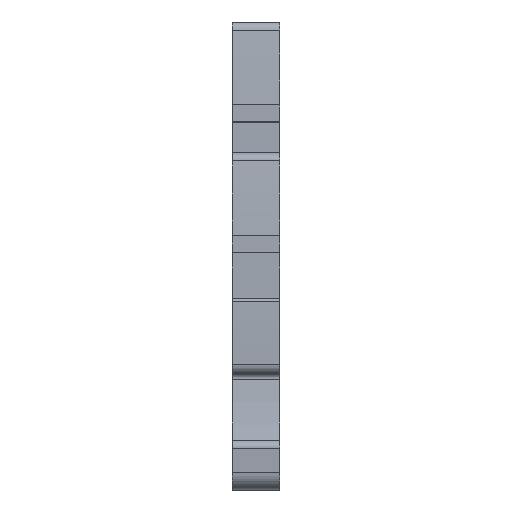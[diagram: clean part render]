
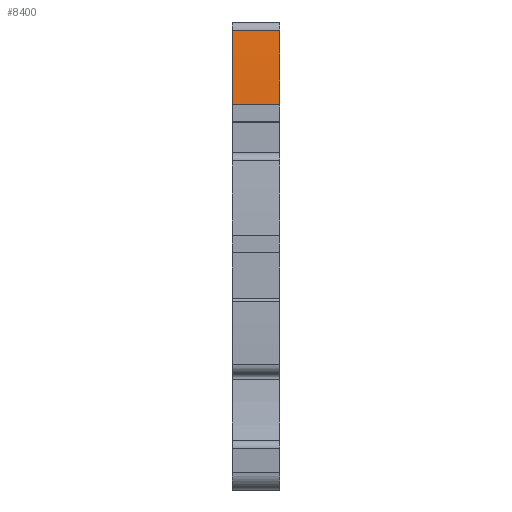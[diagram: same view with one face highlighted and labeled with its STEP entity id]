
A CAD part, front view. The second image highlights one B-rep face of the part: STEP entity #8400.
In plain terms, the highlighted cylindrical face has radius 149.2 mm (diameter 298.4 mm), a partial arc.
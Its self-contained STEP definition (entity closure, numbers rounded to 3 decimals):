
#8373=AXIS2_PLACEMENT_3D('Cylinder Axis2P3D',#8370,#8371,#8372) ;
#8377=AXIS2_PLACEMENT_3D('Circle Axis2P3D',#8375,#8376,$) ;
#8384=AXIS2_PLACEMENT_3D('Circle Axis2P3D',#8382,#8383,$) ;
#8348=CARTESIAN_POINT('Vertex',(0.,23.702,49.272)) ;
#8351=CARTESIAN_POINT('Line Origine',(2.55,23.702,49.272)) ;
#8355=CARTESIAN_POINT('Vertex',(5.1,23.702,49.272)) ;
#8370=CARTESIAN_POINT('Axis2P3D Location',(2.55,171.785,31.05)) ;
#8375=CARTESIAN_POINT('Axis2P3D Location',(5.1,171.785,31.05)) ;
#8379=CARTESIAN_POINT('Vertex',(5.1,22.935,41.264)) ;
#8382=CARTESIAN_POINT('Axis2P3D Location',(0.,171.785,31.05)) ;
#8386=CARTESIAN_POINT('Vertex',(0.,22.935,41.264)) ;
#8389=CARTESIAN_POINT('Line Origine',(2.55,22.935,41.264)) ;
#8352=DIRECTION('Vector Direction',(1.,0.,0.)) ;
#8371=DIRECTION('Axis2P3D Direction',(1.,0.,0.)) ;
#8372=DIRECTION('Axis2P3D XDirection',(0.,-0.993,0.122)) ;
#8376=DIRECTION('Axis2P3D Direction',(1.,0.,0.)) ;
#8383=DIRECTION('Axis2P3D Direction',(1.,0.,0.)) ;
#8390=DIRECTION('Vector Direction',(1.,0.,0.)) ;
#8353=VECTOR('Line Direction',#8352,1.) ;
#8391=VECTOR('Line Direction',#8390,1.) ;
#8395=ORIENTED_EDGE('',*,*,#8381,.F.) ;
#8396=ORIENTED_EDGE('',*,*,#8357,.F.) ;
#8397=ORIENTED_EDGE('',*,*,#8388,.T.) ;
#8398=ORIENTED_EDGE('',*,*,#8393,.F.) ;
#8400=ADVANCED_FACE('MLD',(#8399),#8374,.T.) ;
#8378=CIRCLE('generated circle',#8377,149.2) ;
#8385=CIRCLE('generated circle',#8384,149.2) ;
#8374=CYLINDRICAL_SURFACE('generated cylinder',#8373,149.2) ;
#8357=EDGE_CURVE('',#8349,#8356,#8354,.T.) ;
#8381=EDGE_CURVE('',#8356,#8380,#8378,.T.) ;
#8388=EDGE_CURVE('',#8349,#8387,#8385,.T.) ;
#8393=EDGE_CURVE('',#8380,#8387,#8392,.F.) ;
#8394=EDGE_LOOP('',(#8395,#8396,#8397,#8398)) ;
#8399=FACE_OUTER_BOUND('',#8394,.T.) ;
#8354=LINE('Line',#8351,#8353) ;
#8392=LINE('Line',#8389,#8391) ;
#8349=VERTEX_POINT('',#8348) ;
#8356=VERTEX_POINT('',#8355) ;
#8380=VERTEX_POINT('',#8379) ;
#8387=VERTEX_POINT('',#8386) ;
